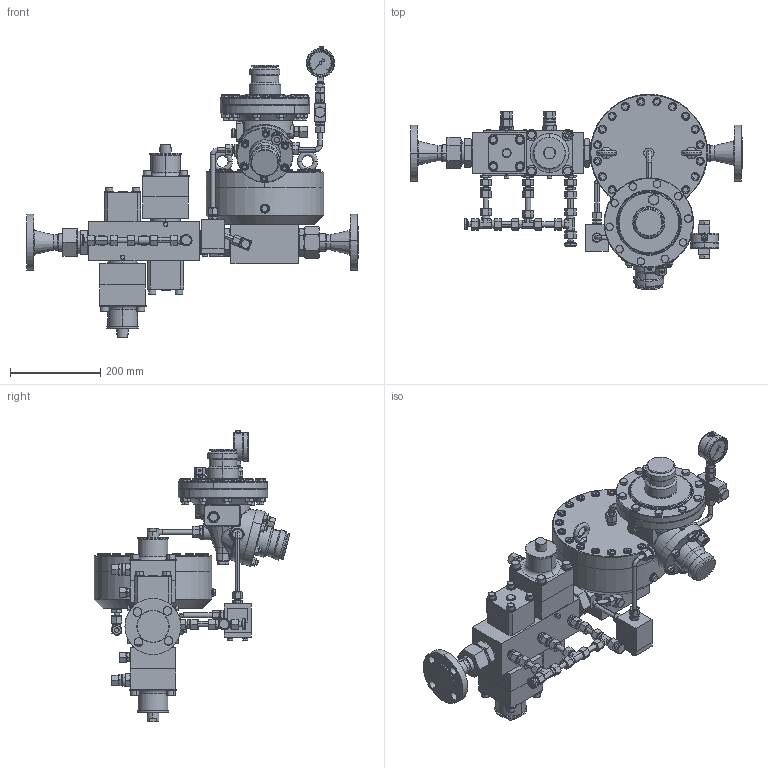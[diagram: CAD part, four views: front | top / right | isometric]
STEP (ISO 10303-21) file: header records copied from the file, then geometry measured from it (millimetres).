
FILE_DESCRIPTION (( 'STEP AP214' ), '1' );
FILE_NAME ('HON703-200_DN25_DN25_PN16_610_673_R_X.STEP', '2020-07-16T08:13:18', ( '' ), ( '' ), 'SwSTEP 2.0', 'SolidWorks 2017', '' );
FILE_SCHEMA (( 'AUTOMOTIVE_DESIGN' ));
Length unit declared in the file: millimetre
Products named in the file (1): HON703-200_DN25_DN25_PN16_610_673_R_X
Bounding box: 734 x 432.51 x 644.29 mm (x, y, z)
Volume: 17306703.4 mm3; surface area: 1020770 mm2
Topology: 1 solids, 1 shells, 3904 faces, 8942 edges, 5401 vertices
Faces by surface type: plane 1686, cone 1134, cylinder 740, torus 193, bspline 139, sphere 12
Entity records: 152280 total; most frequent: CARTESIAN_POINT 38675, ORIENTED_EDGE 17856, DIRECTION 17093, EDGE_CURVE 8928, AXIS2_PLACEMENT_3D 6979, VERTEX_POINT 5398, EDGE_LOOP 4310, ADVANCED_FACE 3904
